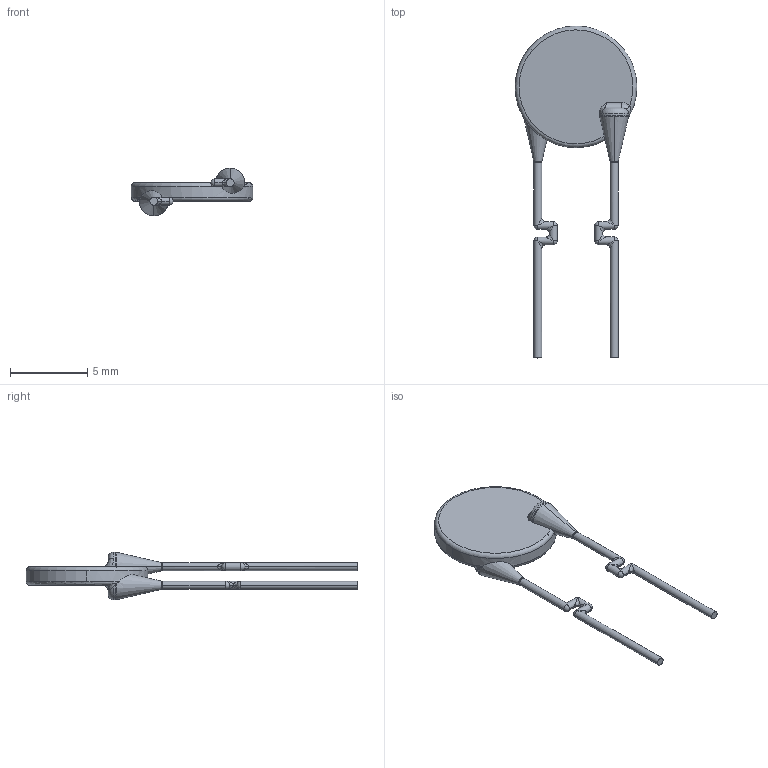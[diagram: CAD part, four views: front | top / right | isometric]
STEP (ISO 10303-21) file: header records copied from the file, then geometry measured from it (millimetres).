
FILE_DESCRIPTION((''),'2;1');
FILE_NAME('MF-R050','2012-07-25T',('ryans'),('Bourns, Inc.'),'PRO/ENGINEER BY PARAMETRIC TECHNOLOGY CORPORATION, 2010100','PRO/ENGINEER BY PARAMETRIC TECHNOLOGY CORPORATION, 2010100','');
FILE_SCHEMA(('CONFIG_CONTROL_DESIGN'));
Length unit declared in the file: millimetre
Products named in the file (1): MF-R050
Bounding box: 7.9 x 21.55 x 3.1 mm (x, y, z)
Volume: 70.9 mm3; surface area: 184.7 mm2
Topology: 1 solids, 1 shells, 74 faces, 172 edges, 100 vertices
Faces by surface type: cylinder 24, bspline 22, torus 10, sphere 8, plane 6, cone 4
Entity records: 4264 total; most frequent: CARTESIAN_POINT 2700, ORIENTED_EDGE 344, DIRECTION 294, EDGE_CURVE 172, AXIS2_PLACEMENT_3D 132, VERTEX_POINT 100, CIRCLE 80, EDGE_LOOP 74
